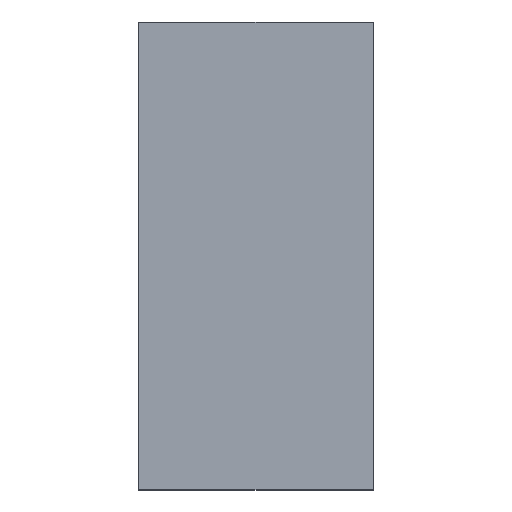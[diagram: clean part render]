
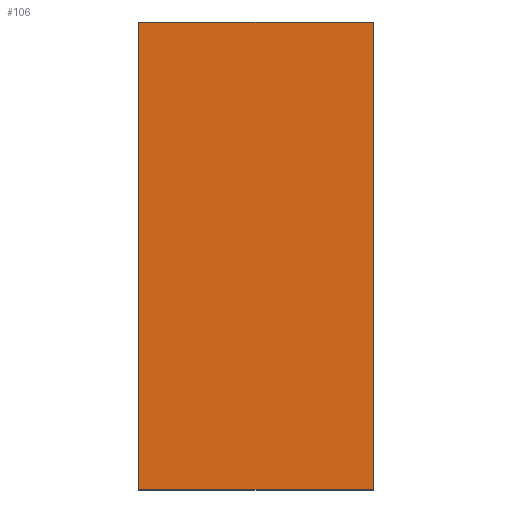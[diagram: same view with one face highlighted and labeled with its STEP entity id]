
A CAD part, top view. The second image highlights one B-rep face of the part: STEP entity #106.
In plain terms, the highlighted planar face has unit normal (0, 0, 1).
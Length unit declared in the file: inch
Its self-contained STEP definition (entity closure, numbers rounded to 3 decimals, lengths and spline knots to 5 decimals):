
#20=FACE_OUTER_BOUND('',#26,.T.);
#26=EDGE_LOOP('',(#91,#92,#93,#94));
#27=LINE('',#157,#39);
#31=LINE('',#166,#43);
#36=LINE('',#174,#48);
#38=LINE('',#178,#50);
#39=VECTOR('',#131,0.3937);
#43=VECTOR('',#137,0.3937);
#48=VECTOR('',#144,0.3937);
#50=VECTOR('',#150,0.3937);
#51=VERTEX_POINT('',#155);
#52=VERTEX_POINT('',#156);
#55=VERTEX_POINT('',#164);
#56=VERTEX_POINT('',#165);
#59=EDGE_CURVE('',#51,#52,#27,.T.);
#63=EDGE_CURVE('',#55,#56,#31,.T.);
#68=EDGE_CURVE('',#51,#56,#36,.T.);
#70=EDGE_CURVE('',#52,#55,#38,.T.);
#91=ORIENTED_EDGE('',*,*,#68,.T.);
#92=ORIENTED_EDGE('',*,*,#63,.F.);
#93=ORIENTED_EDGE('',*,*,#70,.F.);
#94=ORIENTED_EDGE('',*,*,#59,.F.);
#100=PLANE('',#126);
#106=ADVANCED_FACE('',(#20),#100,.F.);
#126=AXIS2_PLACEMENT_3D('',#179,#151,#152);
#131=DIRECTION('',(1.,0.,0.));
#137=DIRECTION('',(-1.,0.,0.));
#144=DIRECTION('',(0.,-1.,0.));
#150=DIRECTION('',(0.,-1.,0.));
#151=DIRECTION('center_axis',(0.,0.,-1.));
#152=DIRECTION('ref_axis',(0.,1.,0.));
#155=CARTESIAN_POINT('',(0.,96.,0.07813));
#156=CARTESIAN_POINT('',(48.,96.,0.07813));
#157=CARTESIAN_POINT('',(24.,96.,0.07813));
#164=CARTESIAN_POINT('',(48.,0.,0.07813));
#165=CARTESIAN_POINT('',(0.,0.,0.07813));
#166=CARTESIAN_POINT('',(24.,0.,0.07813));
#174=CARTESIAN_POINT('',(0.,48.,0.07813));
#178=CARTESIAN_POINT('',(48.,48.,0.07813));
#179=CARTESIAN_POINT('Origin',(24.,48.,0.07813));
